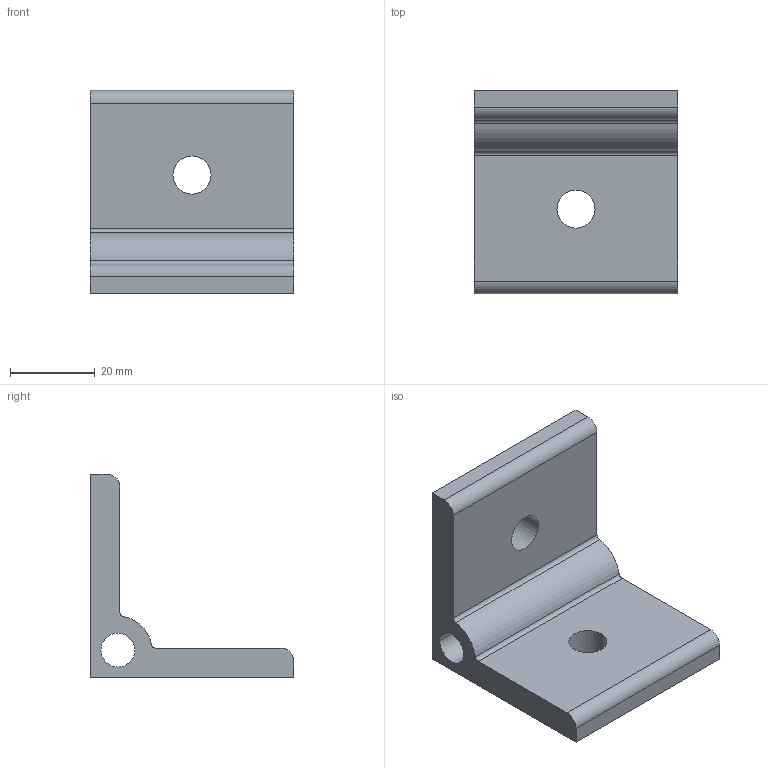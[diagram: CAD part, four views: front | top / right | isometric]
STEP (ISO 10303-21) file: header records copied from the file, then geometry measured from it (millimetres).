
FILE_DESCRIPTION(('Creo Elements/Direct Modeling STEP Export'),'2;1');
FILE_NAME('55.0210_Haltewinkel-MMS-55_48x48x48x7.stp','2022-03-21T 8:07:18',(''),(''),'PTC Creo Elements/Direct Modeling STEP processor for AP214 (Solid Model)','PTC Creo Elements/Direct Modeling 19.0C 15-Aug-2015 (C) Parametric Technology GmbH','');
FILE_SCHEMA(('AUTOMOTIVE_DESIGN { 1 0 10303 214 1 1 1 1 }'));
Length unit declared in the file: millimetre
Products named in the file (2): Haltewinkel-MMS-55_48x48x48x7_55.0210_PX176171
Assembly tree (1 placements, depth 2):
  Haltewinkel-MMS-55_48x48x48x7_55.0210_PX176171
    Haltewinkel-MMS-55_48x48x48x7_55.0210_PX176171
Bounding box: 48 x 48 x 48 mm (x, y, z)
Volume: 28471.2 mm3; surface area: 11468.9 mm2
Topology: 1 solids, 1 shells, 19 faces, 53 edges, 36 vertices
Faces by surface type: cylinder 11, plane 8
Entity records: 796 total; most frequent: ORIENTED_EDGE 106, DIRECTION 103, CARTESIAN_POINT 102, EDGE_CURVE 53, AXIS2_PLACEMENT_3D 37, VERTEX_POINT 36, VECTOR 29, LINE 29
